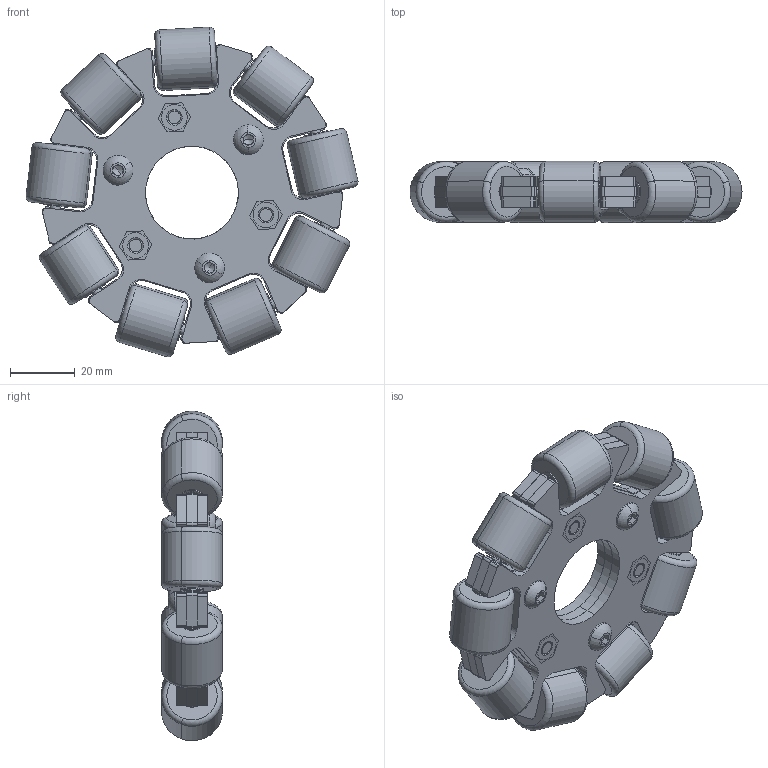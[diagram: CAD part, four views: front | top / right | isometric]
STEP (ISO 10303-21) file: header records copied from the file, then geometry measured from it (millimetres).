
FILE_DESCRIPTION (( 'STEP AP203' ), '1' );
FILE_NAME ('4 Aluminum Omni.STEP', '2012-05-15T20:16:08', ( 'Baker' ), ( '' ), 'SwSTEP 2.0', 'SolidWorks 2010', '' );
FILE_SCHEMA (( 'CONFIG_CONTROL_DESIGN' ));
Length unit declared in the file: inch
Products named in the file (9): 4 Aluminum Omni; Roller Rubber Omni; 4 Aluminum Omni Outside Plate; 4 Aluminum Omni Inside Plate; Omni roller; Bushing Omni; Axel Omni; BHCS 10-32 x 0.375_SBHCSCREW 0.19-32x0.5-HX-C; 10-32 PEM Nut_PEM F-032-1 ---C
Assembly tree (28 placements, depth 3):
  4 Aluminum Omni
    Omni roller  x9
      Bushing Omni
      Roller Rubber Omni
      Axel Omni
    BHCS 10-32 x 0.375_SBHCSCREW 0.19-32x0.5-HX-C  x6
    10-32 PEM Nut_PEM F-032-1 ---C  x6
    4 Aluminum Omni Outside Plate  x2
    4 Aluminum Omni Inside Plate
Bounding box: 102.32 x 18.72 x 101.61 mm (x, y, z)
Volume: 76774.3 mm3; surface area: 51256.1 mm2
Topology: 51 solids, 51 shells, 1247 faces, 3033 edges, 1912 vertices
Faces by surface type: cylinder 521, plane 474, torus 180, cone 60, sphere 12
Entity records: 16851 total; most frequent: DIRECTION 2802, CARTESIAN_POINT 2670, ORIENTED_EDGE 2620, EDGE_CURVE 1310, AXIS2_PLACEMENT_3D 993, VERTEX_POINT 861, VECTOR 816, LINE 816
